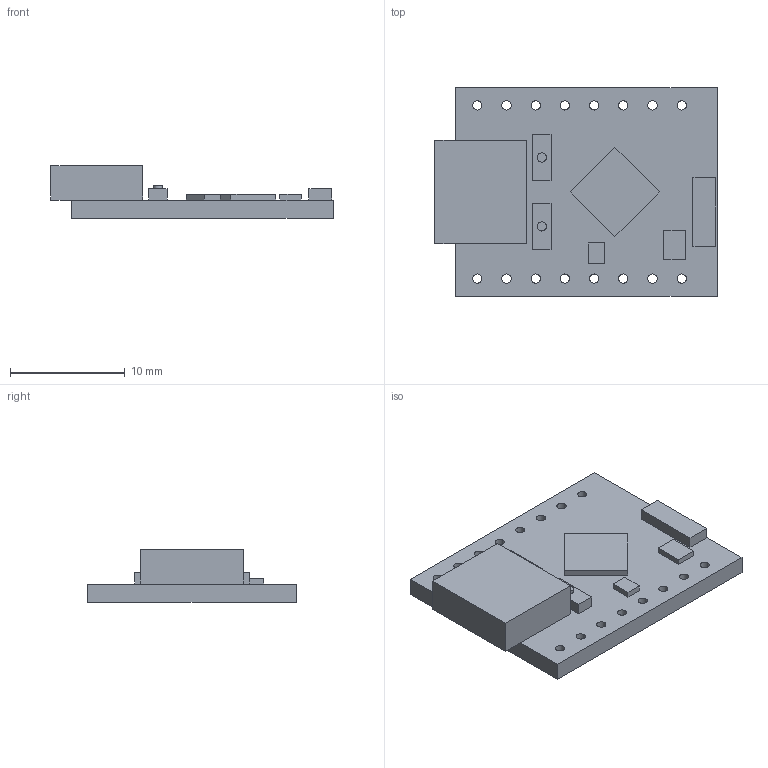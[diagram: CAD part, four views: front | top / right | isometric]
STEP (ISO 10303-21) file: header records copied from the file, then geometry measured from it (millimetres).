
FILE_DESCRIPTION(/* description */ ('STEP AP242','CAx-IF Rec.Pracs.---Representation and Presentation of Product Manufacturing Information (PMI)---4.0---2014-10-13','CAx-IF Rec.Pracs.---3D Tessellated Geometry---0.4---2014-09-14','2;1'),/* implementation_level */ '2;1');
FILE_NAME(/* name */ '67d2de48184f29164129cb87',/* time_stamp */ '2025-03-13T13:31:53Z',/* author */ (''),/* organization */ (''),/* preprocessor_version */ 'ST-DEVELOPER v20',/* originating_system */ 'ONSHAPE BY PTC INC, 1.194',/* authorisation */ ' ');
FILE_SCHEMA (('AP242_MANAGED_MODEL_BASED_3D_ENGINEERING_MIM_LF { 1 0 10303 442 1 1 4 }'));
Length unit declared in the file: metre
Products named in the file (10): Part 6; Part 3; Part 2; Part 4; Part 1; Part 8; Part 7; Part 9; Part 5; Part 10
Bounding box: 24.55 x 18.1 x 4.6 mm (x, y, z)
Volume: 905.8 mm3; surface area: 1433.5 mm2
Topology: 10 solids, 10 shells, 70 faces, 150 edges, 100 vertices
Faces by surface type: plane 52, cylinder 18
Full cylindrical faces by diameter (mm): 0.8 x18
Entity records: 2114 total; most frequent: DIRECTION 328, CARTESIAN_POINT 312, ORIENTED_EDGE 264, EDGE_CURVE 132, EDGE_LOOP 120, FACE_BOUND 120, AXIS2_PLACEMENT_3D 116, VERTEX_POINT 100
